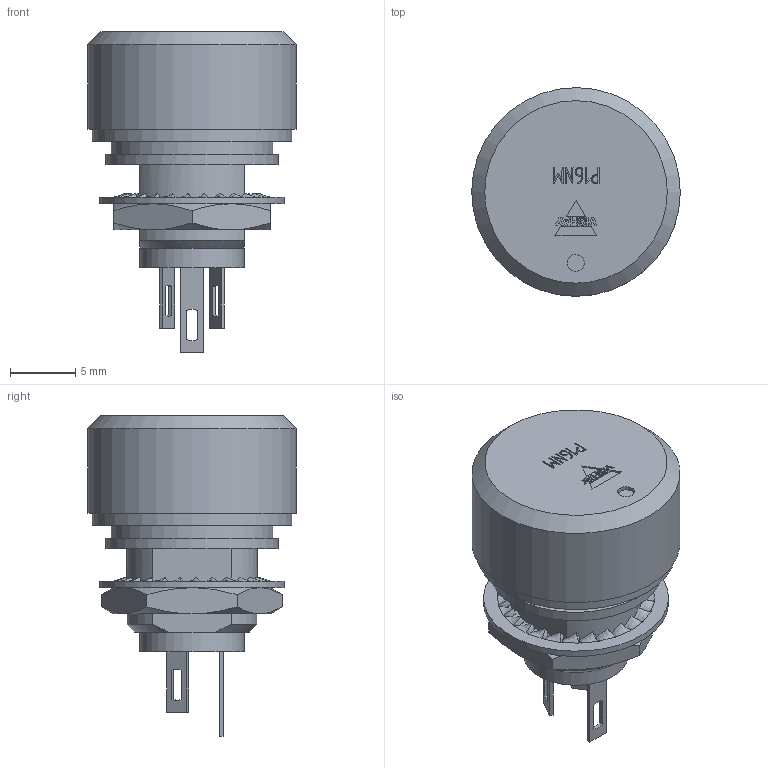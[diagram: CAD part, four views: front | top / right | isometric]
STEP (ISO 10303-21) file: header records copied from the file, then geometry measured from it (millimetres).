
FILE_DESCRIPTION(/* description */ ('Unknown'),/* implementation_level */ '2;1');
FILE_NAME(/* name */ 'P16NM-VISHAY',/* time_stamp */ '2017-12-18T11:29:50+01:00',/* author */ ('Unknown'),/* organization */ ('Unknown'),/* preprocessor_version */ 'ST-DEVELOPER v16.7',/* originating_system */ 'DEX',/* authorisation */ $);
FILE_SCHEMA (('AP203_CONFIGURATION_CONTROLLED_3D_DESIGN_OF_MECHANICAL_PARTS_AND_ASSEMBLIES_MIM_LF { 1 0 10303 203 3 1 4 }','AUTOMOTIVE_DESIGN {1 0 10303 214 3 1 1}'));
Length unit declared in the file: millimetre
Products named in the file (1): P16NM-VISHAY
Bounding box: 16 x 16 x 24.6 mm (x, y, z)
Volume: 2518.2 mm3; surface area: 4239.5 mm2
Topology: 10 solids, 10 shells, 722 faces, 1958 edges, 1293 vertices
Faces by surface type: plane 430, cylinder 133, bspline 116, cone 37, torus 6
Full cylindrical faces by diameter (mm): 1.3 x1, 1.5 x2, 1.6 x2, 3 x2, 8 x1, 9.188 x1, 9.7 x1, 10 x1, 10.1 x2, 12.1 x2, 12.2 x2, 12.4 x1, 12.5 x1, 13.2 x1, 14.2 x3, 14.6 x1, 14.9 x1, 15.3 x1, 16 x1
Entity records: 25550 total; most frequent: CARTESIAN_POINT 6567, ORIENTED_EDGE 3812, DIRECTION 3223, EDGE_CURVE 1906, LINE 1363, VECTOR 1363, VERTEX_POINT 1279, AXIS2_PLACEMENT_3D 930
